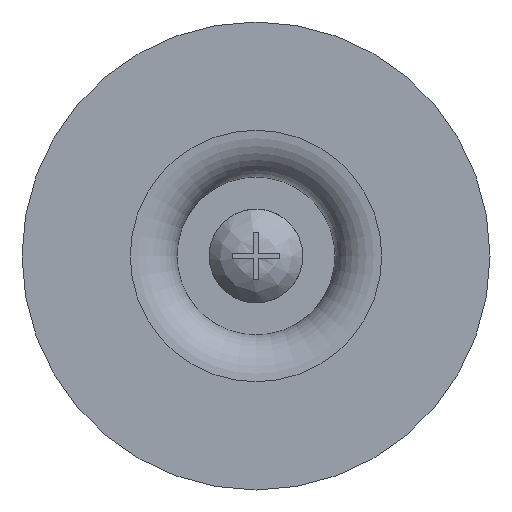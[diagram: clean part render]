
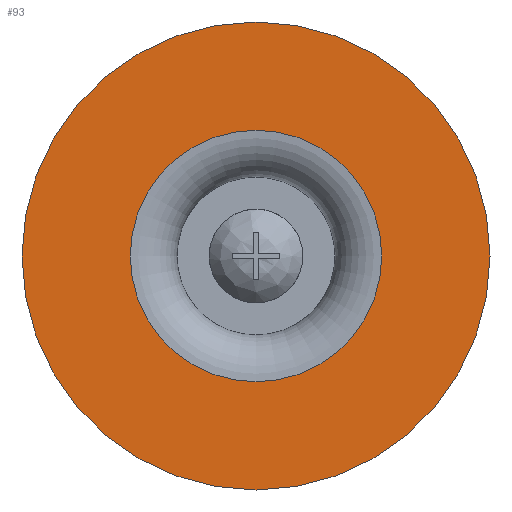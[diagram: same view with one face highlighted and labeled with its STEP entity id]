
A CAD part, front view. The second image highlights one B-rep face of the part: STEP entity #93.
In plain terms, the highlighted planar face has unit normal (0, -1, 0).
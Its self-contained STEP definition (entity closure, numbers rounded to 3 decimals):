
#93 = ADVANCED_FACE( '', ( #215, #216 ), #217, .F. );
#215 = FACE_BOUND( '', #370, .T. );
#216 = FACE_OUTER_BOUND( '', #371, .T. );
#217 = PLANE( '', #372 );
#370 = EDGE_LOOP( '', ( #599 ) );
#371 = EDGE_LOOP( '', ( #600 ) );
#372 = AXIS2_PLACEMENT_3D( '', #601, #602, #603 );
#599 = ORIENTED_EDGE( '', *, *, #915, .F. );
#600 = ORIENTED_EDGE( '', *, *, #916, .T. );
#601 = CARTESIAN_POINT( '', ( 20., 0., 0. ) );
#602 = DIRECTION( '', ( 0., 1., 0. ) );
#603 = DIRECTION( '', ( 0., 0., 1. ) );
#915 = EDGE_CURVE( '', #1078, #1078, #1079, .T. );
#916 = EDGE_CURVE( '', #1080, #1080, #1081, .T. );
#1078 = VERTEX_POINT( '', #1338 );
#1079 = CIRCLE( '', #1339, 10.75 );
#1080 = VERTEX_POINT( '', #1340 );
#1081 = CIRCLE( '', #1341, 20. );
#1338 = CARTESIAN_POINT( '', ( 0., 0., -10.75 ) );
#1339 = AXIS2_PLACEMENT_3D( '', #1626, #1627, #1628 );
#1340 = CARTESIAN_POINT( '', ( 0., 0., -20. ) );
#1341 = AXIS2_PLACEMENT_3D( '', #1629, #1630, #1631 );
#1626 = CARTESIAN_POINT( '', ( 0., 0., 0. ) );
#1627 = DIRECTION( '', ( 0., -1., 0. ) );
#1628 = DIRECTION( '', ( 0., 0., -1. ) );
#1629 = CARTESIAN_POINT( '', ( 0., 0., 0. ) );
#1630 = DIRECTION( '', ( 0., -1., 0. ) );
#1631 = DIRECTION( '', ( 0., 0., -1. ) );
